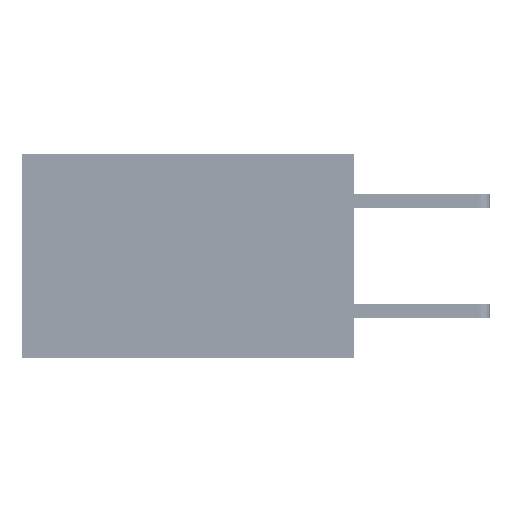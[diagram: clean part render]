
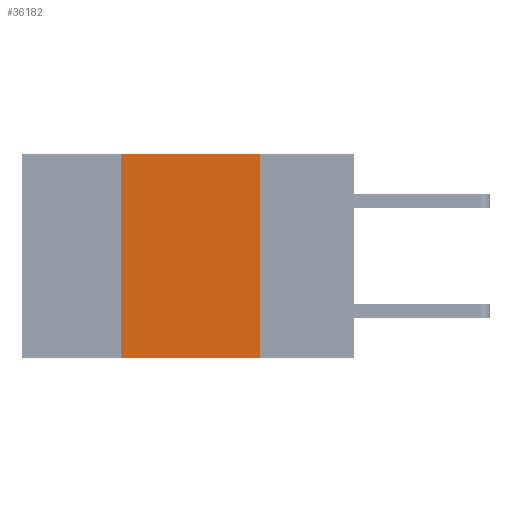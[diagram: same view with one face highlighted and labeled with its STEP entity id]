
A CAD part, left-side view. The second image highlights one B-rep face of the part: STEP entity #36182.
In plain terms, the highlighted planar face has unit normal (-1, 0, 0).
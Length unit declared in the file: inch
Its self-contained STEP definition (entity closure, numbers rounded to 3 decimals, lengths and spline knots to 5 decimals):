
#1599 = ORIENTED_EDGE ( 'NONE', *, *, #31606, .F. ) ;
#3177 = CARTESIAN_POINT ( 'NONE',  ( 0., 0.42, 0. ) ) ;
#6406 = DIRECTION ( 'NONE',  ( 0., 0., -1. ) ) ;
#7453 = LINE ( 'NONE', #14466, #35536 ) ;
#7636 = CARTESIAN_POINT ( 'NONE',  ( 0., 0.17, 0. ) ) ;
#8601 = VECTOR ( 'NONE', #39822, 39.37008 ) ;
#8941 = ORIENTED_EDGE ( 'NONE', *, *, #36509, .T. ) ;
#10247 = CARTESIAN_POINT ( 'NONE',  ( 0., 0.6, 0. ) ) ;
#10356 = CARTESIAN_POINT ( 'NONE',  ( 0., 0.17, 0. ) ) ;
#13941 = CARTESIAN_POINT ( 'NONE',  ( 0., 0.42, 0. ) ) ;
#14466 = CARTESIAN_POINT ( 'NONE',  ( 0., 0.6, 0. ) ) ;
#15816 = AXIS2_PLACEMENT_3D ( 'NONE', #10247, #26772, #6406 ) ;
#17693 = DIRECTION ( 'NONE',  ( 0., 0., -1. ) ) ;
#18396 = EDGE_LOOP ( 'NONE', ( #22911, #43257, #1599, #8941 ) ) ;
#20011 = VERTEX_POINT ( 'NONE', #3177 ) ;
#21631 = EDGE_CURVE ( 'NONE', #20011, #40439, #7453, .T. ) ;
#22577 = VERTEX_POINT ( 'NONE', #42148 ) ;
#22911 = ORIENTED_EDGE ( 'NONE', *, *, #27546, .F. ) ;
#23584 = FACE_OUTER_BOUND ( 'NONE', #18396, .T. ) ;
#25606 = CARTESIAN_POINT ( 'NONE',  ( 0., 0.6, -0.37 ) ) ;
#26054 = LINE ( 'NONE', #25606, #8601 ) ;
#26772 = DIRECTION ( 'NONE',  ( 1., 0., 0. ) ) ;
#27546 = EDGE_CURVE ( 'NONE', #40439, #22577, #38147, .T. ) ;
#28255 = DIRECTION ( 'NONE',  ( 0., -1., 0. ) ) ;
#30371 = VERTEX_POINT ( 'NONE', #39239 ) ;
#31606 = EDGE_CURVE ( 'NONE', #30371, #20011, #34736, .T. ) ;
#32163 = VECTOR ( 'NONE', #17693, 39.37008 ) ;
#33753 = PLANE ( 'NONE',  #15816 ) ;
#34492 = VECTOR ( 'NONE', #34504, 39.37008 ) ;
#34504 = DIRECTION ( 'NONE',  ( 0., 0., 1. ) ) ;
#34736 = LINE ( 'NONE', #13941, #34492 ) ;
#35536 = VECTOR ( 'NONE', #28255, 39.37008 ) ;
#36182 = ADVANCED_FACE ( 'NONE', ( #23584 ), #33753, .F. ) ;
#36509 = EDGE_CURVE ( 'NONE', #30371, #22577, #26054, .T. ) ;
#38147 = LINE ( 'NONE', #10356, #32163 ) ;
#39239 = CARTESIAN_POINT ( 'NONE',  ( 0., 0.42, -0.37 ) ) ;
#39822 = DIRECTION ( 'NONE',  ( 0., -1., 0. ) ) ;
#40439 = VERTEX_POINT ( 'NONE', #7636 ) ;
#42148 = CARTESIAN_POINT ( 'NONE',  ( 0., 0.17, -0.37 ) ) ;
#43257 = ORIENTED_EDGE ( 'NONE', *, *, #21631, .F. ) ;
